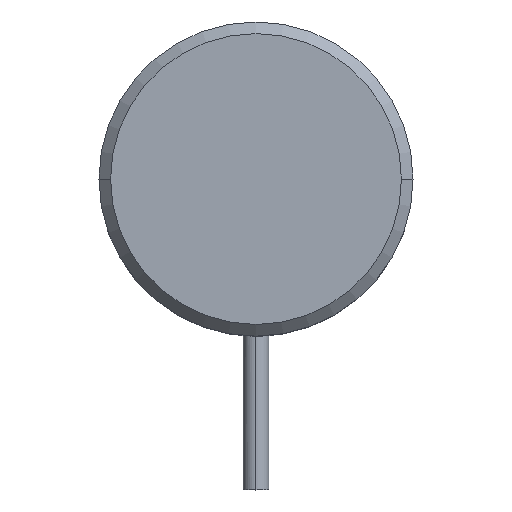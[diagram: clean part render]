
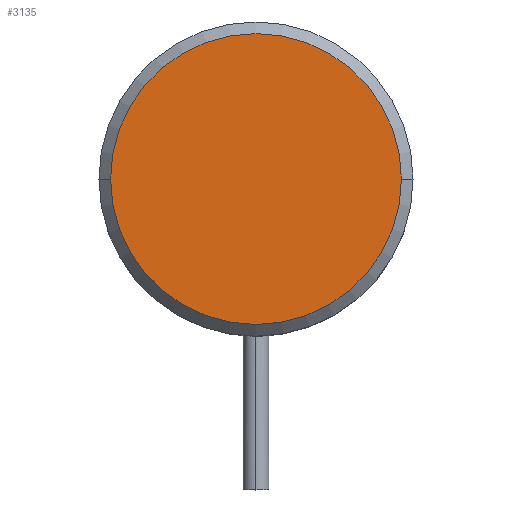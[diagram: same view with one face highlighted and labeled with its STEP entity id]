
A CAD part, top view. The second image highlights one B-rep face of the part: STEP entity #3135.
In plain terms, the highlighted face is planar.
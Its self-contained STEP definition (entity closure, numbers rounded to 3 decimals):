
#1958 = DIRECTION ( 'NONE',  ( 1., 0., 0. ) ) ;
#2322 = ORIENTED_EDGE ( 'NONE', *, *, #3488, .T. ) ;
#2387 = EDGE_CURVE ( 'NONE', #9198, #2894, #7286, .T. ) ;
#2765 = CARTESIAN_POINT ( 'NONE',  ( -54.084, 40.164, -44. ) ) ;
#2894 = VERTEX_POINT ( 'NONE', #9200 ) ;
#3135 = ADVANCED_FACE ( 'NONE', ( #6145 ), #8002, .F. ) ;
#3488 = EDGE_CURVE ( 'NONE', #2894, #9198, #7109, .T. ) ;
#4066 = ORIENTED_EDGE ( 'NONE', *, *, #2387, .T. ) ;
#4401 = CARTESIAN_POINT ( 'NONE',  ( -54.084, 40.164, -44. ) ) ;
#6145 = FACE_OUTER_BOUND ( 'NONE', #10542, .T. ) ;
#6310 = CARTESIAN_POINT ( 'NONE',  ( -54.084, 40.164, -44. ) ) ;
#6729 = AXIS2_PLACEMENT_3D ( 'NONE', #2765, #10558, #11483 ) ;
#6930 = AXIS2_PLACEMENT_3D ( 'NONE', #6310, #7019, #1958 ) ;
#7019 = DIRECTION ( 'NONE',  ( 0., 0., -1. ) ) ;
#7109 = CIRCLE ( 'NONE', #6930, 37.5 ) ;
#7146 = DIRECTION ( 'NONE',  ( 0., 0., 1. ) ) ;
#7286 = CIRCLE ( 'NONE', #6729, 37.5 ) ;
#8002 = PLANE ( 'NONE',  #9833 ) ;
#8658 = CARTESIAN_POINT ( 'NONE',  ( -16.584, 40.164, -44. ) ) ;
#8883 = DIRECTION ( 'NONE',  ( 1., 0., 0. ) ) ;
#9198 = VERTEX_POINT ( 'NONE', #8658 ) ;
#9200 = CARTESIAN_POINT ( 'NONE',  ( -91.584, 40.164, -44. ) ) ;
#9833 = AXIS2_PLACEMENT_3D ( 'NONE', #4401, #7146, #8883 ) ;
#10542 = EDGE_LOOP ( 'NONE', ( #4066, #2322 ) ) ;
#10558 = DIRECTION ( 'NONE',  ( 0., 0., -1. ) ) ;
#11483 = DIRECTION ( 'NONE',  ( 1., 0., 0. ) ) ;
